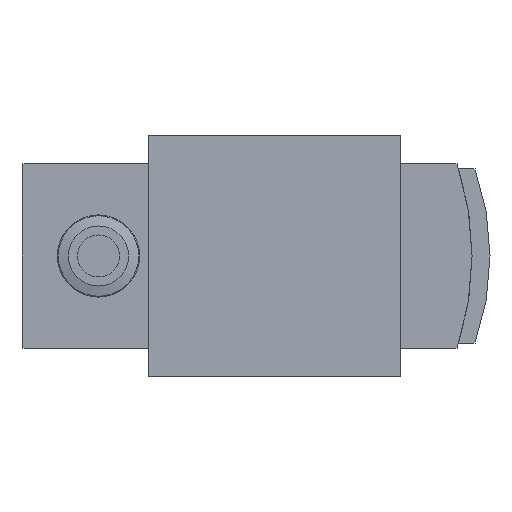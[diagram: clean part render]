
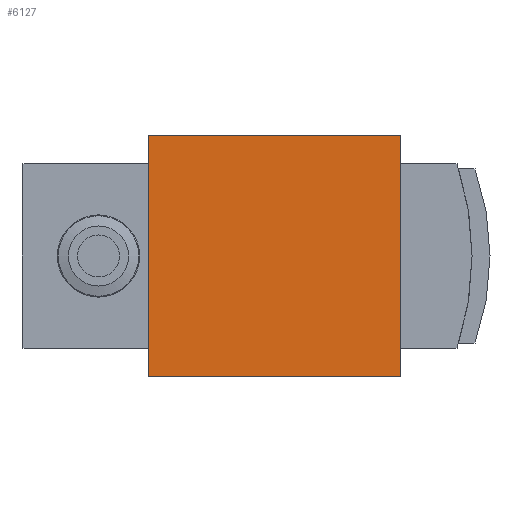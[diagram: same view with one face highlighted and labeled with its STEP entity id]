
A CAD part, front view. The second image highlights one B-rep face of the part: STEP entity #6127.
In plain terms, the highlighted planar face has unit normal (0, -1, 0).
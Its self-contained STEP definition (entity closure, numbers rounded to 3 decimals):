
#107=PLANE('',#6462);
#285=LINE('',#8125,#784);
#294=LINE('',#8144,#793);
#419=LINE('',#8470,#918);
#459=LINE('',#8579,#958);
#784=VECTOR('',#6802,1000.);
#793=VECTOR('',#6813,1000.);
#918=VECTOR('',#7052,1000.);
#958=VECTOR('',#7134,1000.);
#1614=ORIENTED_EDGE('',*,*,#2584,.F.);
#1615=ORIENTED_EDGE('',*,*,#2754,.F.);
#1616=ORIENTED_EDGE('',*,*,#2593,.F.);
#1617=ORIENTED_EDGE('',*,*,#2810,.F.);
#2584=EDGE_CURVE('',#3225,#3226,#285,.T.);
#2593=EDGE_CURVE('',#3234,#3235,#294,.T.);
#2754=EDGE_CURVE('',#3235,#3225,#419,.T.);
#2810=EDGE_CURVE('',#3226,#3234,#459,.T.);
#3225=VERTEX_POINT('',#8124);
#3226=VERTEX_POINT('',#8126);
#3234=VERTEX_POINT('',#8143);
#3235=VERTEX_POINT('',#8145);
#3786=EDGE_LOOP('',(#1614,#1615,#1616,#1617));
#4081=FACE_BOUND('',#3786,.T.);
#6127=ADVANCED_FACE('',(#4081),#107,.F.);
#6462=AXIS2_PLACEMENT_3D('',#8655,#7204,#7205);
#6802=DIRECTION('',(0.,0.,1.));
#6813=DIRECTION('',(0.,0.,-1.));
#7052=DIRECTION('',(-1.,0.,0.));
#7134=DIRECTION('',(1.,0.,0.));
#7204=DIRECTION('',(0.,1.,0.));
#7205=DIRECTION('',(0.,0.,1.));
#8124=CARTESIAN_POINT('',(-21.,-31.5,-20.1));
#8125=CARTESIAN_POINT('',(-21.,-31.5,-20.1));
#8126=CARTESIAN_POINT('',(-21.,-31.5,20.1));
#8143=CARTESIAN_POINT('',(21.,-31.5,20.1));
#8144=CARTESIAN_POINT('',(21.,-31.5,20.1));
#8145=CARTESIAN_POINT('',(21.,-31.5,-20.1));
#8470=CARTESIAN_POINT('',(21.,-31.5,-20.1));
#8579=CARTESIAN_POINT('',(-21.,-31.5,20.1));
#8655=CARTESIAN_POINT('',(0.,-31.5,0.));
